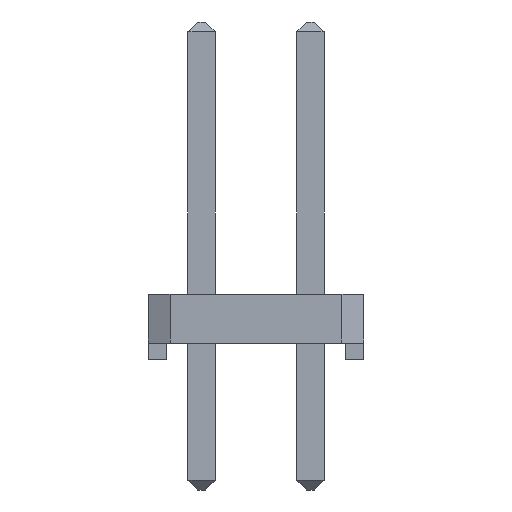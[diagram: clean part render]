
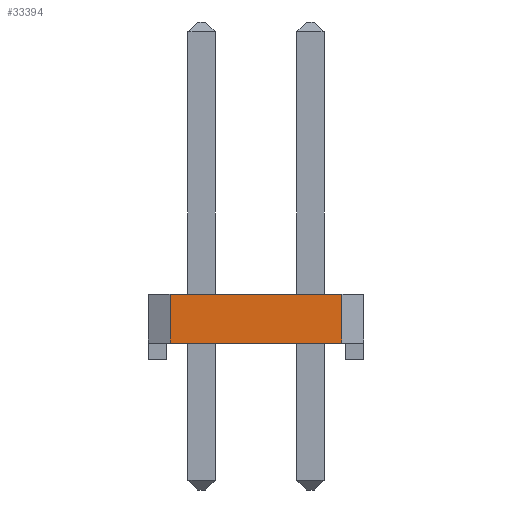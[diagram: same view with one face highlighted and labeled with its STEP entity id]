
A CAD part, left-side view. The second image highlights one B-rep face of the part: STEP entity #33394.
In plain terms, the highlighted planar face has unit normal (-1, 0, 0).
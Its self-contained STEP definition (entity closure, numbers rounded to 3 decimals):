
#434=FACE_OUTER_BOUND($,#2546,.T.);
#2546=EDGE_LOOP($,(#22699,#22700,#22701,#22702));
#4959=LINE($,#47802,#9695);
#4971=LINE($,#47825,#9707);
#4981=LINE($,#47846,#9717);
#4983=LINE($,#47849,#9719);
#9695=VECTOR($,#38736,4.013);
#9707=VECTOR($,#38758,1.143);
#9717=VECTOR($,#38778,1.143);
#9719=VECTOR($,#38782,4.013);
#14223=VERTEX_POINT($,#47799);
#14224=VERTEX_POINT($,#47801);
#14230=VERTEX_POINT($,#47823);
#14236=VERTEX_POINT($,#47845);
#17375=EDGE_CURVE($,#14224,#14223,#4959,.T.);
#17387=EDGE_CURVE($,#14230,#14223,#4971,.T.);
#17397=EDGE_CURVE($,#14236,#14224,#4981,.T.);
#17399=EDGE_CURVE($,#14236,#14230,#4983,.T.);
#22699=ORIENTED_EDGE($,*,*,#17375,.T.);
#22700=ORIENTED_EDGE($,*,*,#17387,.F.);
#22701=ORIENTED_EDGE($,*,*,#17399,.F.);
#22702=ORIENTED_EDGE($,*,*,#17397,.T.);
#31282=PLANE($,#35827);
#33394=ADVANCED_FACE($,(#434),#31282,.T.);
#35827=AXIS2_PLACEMENT_3D($,#47848,#38780,#38781);
#38736=DIRECTION($,(0.,-1.,0.));
#38758=DIRECTION($,(0.,0.,-1.));
#38778=DIRECTION($,(0.,0.,-1.));
#38780=DIRECTION('center_axis',(-1.,0.,0.));
#38781=DIRECTION('ref_axis',(0.,0.,1.));
#38782=DIRECTION($,(0.,-1.,0.));
#47799=CARTESIAN_POINT('',(-40.64,-2.007,0.381));
#47801=CARTESIAN_POINT('',(-40.64,2.007,0.381));
#47802=CARTESIAN_POINT($,(-40.64,2.007,0.381));
#47823=CARTESIAN_POINT('',(-40.64,-2.007,1.524));
#47825=CARTESIAN_POINT($,(-40.64,-2.007,1.524));
#47845=CARTESIAN_POINT('',(-40.64,2.007,1.524));
#47846=CARTESIAN_POINT($,(-40.64,2.007,1.524));
#47848=CARTESIAN_POINT('Origin',(-40.64,2.007,1.524));
#47849=CARTESIAN_POINT($,(-40.64,2.007,1.524));
